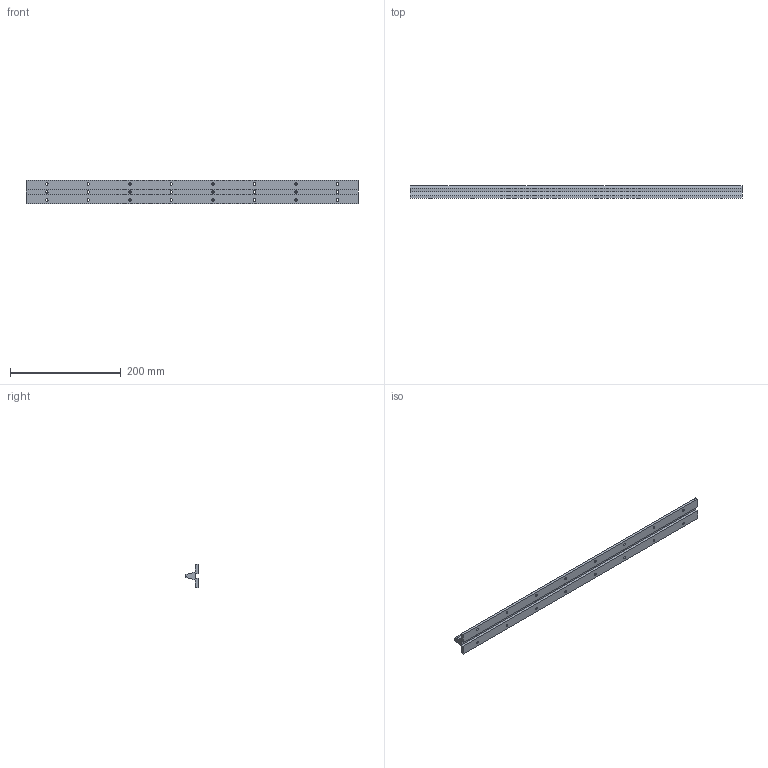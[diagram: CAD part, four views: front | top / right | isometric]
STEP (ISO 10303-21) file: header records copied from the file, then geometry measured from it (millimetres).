
FILE_DESCRIPTION( ( '' ), '1' );
FILE_NAME( 'wuh_12_2_03.stp', '2008-04-10T05:24:56', ( '' ), ( '' ), ' ', ' ', ' ' );
FILE_SCHEMA( ( 'CONFIG_CONTROL_DESIGN' ) );
Length unit declared in the file: millimetre
Products named in the file (1): 1
Bounding box: 599.5 x 22.42 x 43 mm (x, y, z)
Volume: 204540.1 mm3; surface area: 81690.5 mm2
Topology: 1 solids, 1 shells, 85 faces, 241 edges, 150 vertices
Faces by surface type: cylinder 50, plane 35
Entity records: 2915 total; most frequent: DIRECTION 529, ORIENTED_EDGE 482, CARTESIAN_POINT 477, EDGE_CURVE 241, AXIS2_PLACEMENT_3D 202, VERTEX_POINT 150, EDGE_LOOP 125, LINE 125
